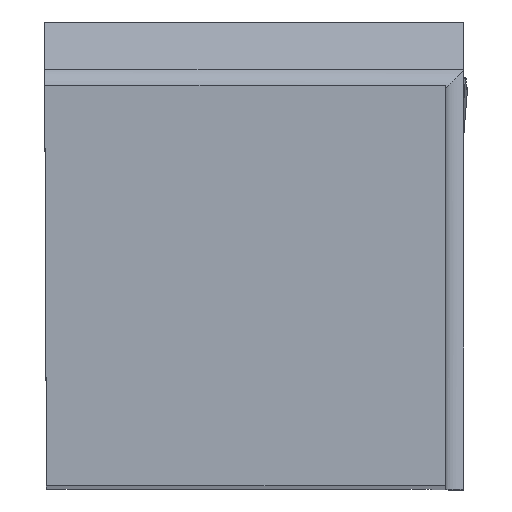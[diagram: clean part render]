
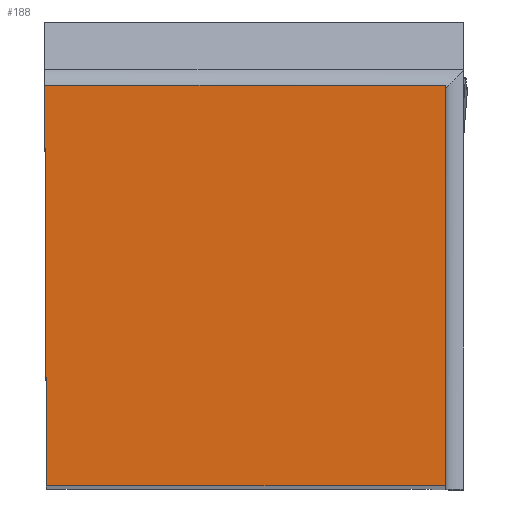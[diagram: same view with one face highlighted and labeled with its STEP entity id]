
A CAD part, top view. The second image highlights one B-rep face of the part: STEP entity #188.
In plain terms, the highlighted planar face has unit normal (0, 0, 1).
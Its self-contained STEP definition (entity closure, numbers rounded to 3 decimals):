
#188=ADVANCED_FACE('CU_BACK_SU1',(#303),#264,.F.);
#264=PLANE('',#1632);
#303=FACE_OUTER_BOUND('',#379,.T.);
#379=EDGE_LOOP('',(#520,#521,#522,#523));
#520=ORIENTED_EDGE('',*,*,#1076,.T.);
#521=ORIENTED_EDGE('',*,*,#1083,.T.);
#522=ORIENTED_EDGE('',*,*,#1084,.T.);
#523=ORIENTED_EDGE('',*,*,#1079,.F.);
#933=VERTEX_POINT('',#2222);
#934=VERTEX_POINT('',#2224);
#935=VERTEX_POINT('',#2229);
#938=VERTEX_POINT('',#2237);
#1076=EDGE_CURVE('',#934,#933,#1286,.T.);
#1079=EDGE_CURVE('',#934,#935,#1289,.T.);
#1083=EDGE_CURVE('',#933,#938,#1292,.T.);
#1084=EDGE_CURVE('',#938,#935,#1293,.T.);
#1286=LINE('',#2223,#1417);
#1289=LINE('',#2228,#1420);
#1292=LINE('',#2236,#1423);
#1293=LINE('',#2238,#1424);
#1417=VECTOR('',#1793,1.);
#1420=VECTOR('',#1798,1.);
#1423=VECTOR('',#1805,1.);
#1424=VECTOR('',#1806,1.);
#1632=AXIS2_PLACEMENT_3D('',#2239,#1807,#1808);
#1793=DIRECTION('',(1.,0.,0.));
#1798=DIRECTION('',(-0.004,1.,0.));
#1805=DIRECTION('',(0.,1.,0.));
#1806=DIRECTION('',(-1.,0.,0.));
#1807=DIRECTION('',(0.,0.,-1.));
#1808=DIRECTION('',(-1.,0.,0.));
#2222=CARTESIAN_POINT('',(25.273,0.,0.));
#2223=CARTESIAN_POINT('',(50.073,0.,0.));
#2224=CARTESIAN_POINT('',(0.11,0.,0.));
#2228=CARTESIAN_POINT('',(-0.086,45.054,0.));
#2229=CARTESIAN_POINT('',(0.,25.273,0.));
#2236=CARTESIAN_POINT('',(25.273,45.273,0.));
#2237=CARTESIAN_POINT('',(25.273,25.273,0.));
#2238=CARTESIAN_POINT('',(50.073,25.273,0.));
#2239=CARTESIAN_POINT('',(50.073,45.273,0.));
